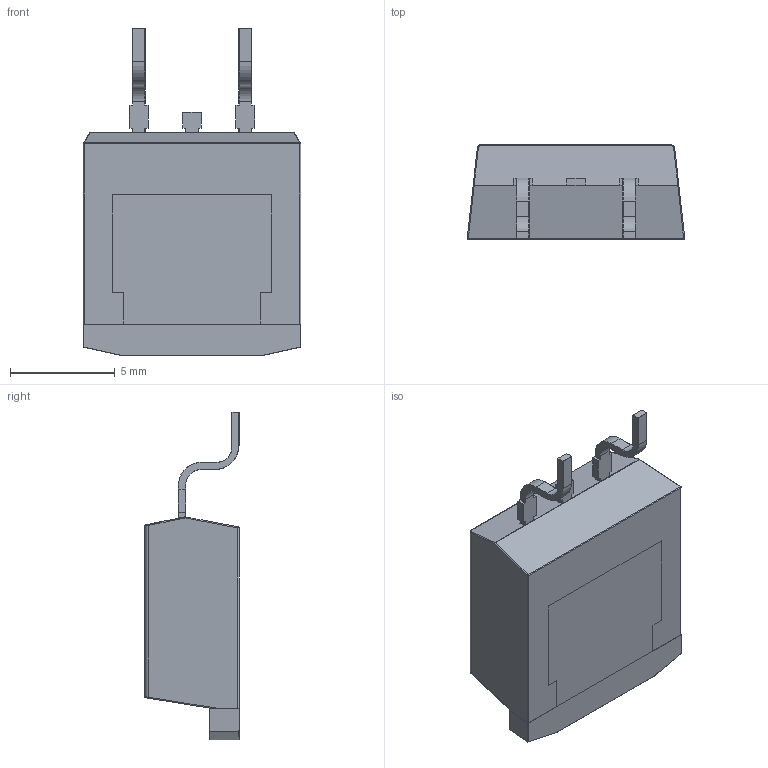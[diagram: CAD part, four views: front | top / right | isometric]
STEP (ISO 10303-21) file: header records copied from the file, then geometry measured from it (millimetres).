
FILE_DESCRIPTION (( 'STEP AP214' ), '1' );
FILE_NAME ('D2PAK.STEP', '2020-09-15T04:09:31', ( '' ), ( '' ), 'SwSTEP 2.0', 'SolidWorks 2018', '' );
FILE_SCHEMA (( 'AUTOMOTIVE_DESIGN' ));
Length unit declared in the file: millimetre
Products named in the file (1): D2PAK
Bounding box: 10.4 x 4.5 x 15.67 mm (x, y, z)
Volume: 477.3 mm3; surface area: 541 mm2
Topology: 3 solids, 3 shells, 316 faces, 737 edges, 389 vertices
Faces by surface type: cylinder 149, plane 70, sphere 45, torus 40, bspline 12
Entity records: 12246 total; most frequent: CARTESIAN_POINT 1727, DIRECTION 1609, ORIENTED_EDGE 1394, EDGE_CURVE 697, AXIS2_PLACEMENT_3D 639, VERTEX_POINT 389, CIRCLE 334, LINE 331
